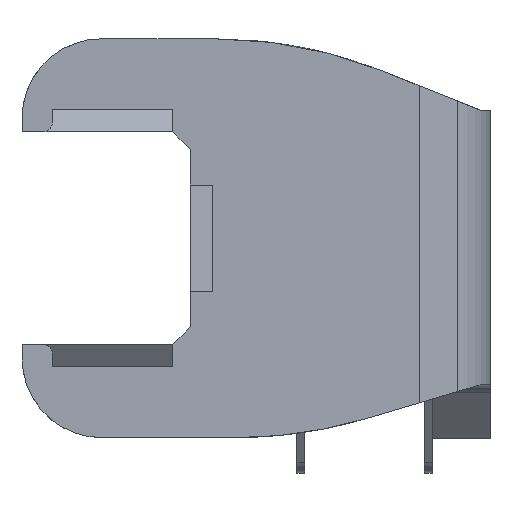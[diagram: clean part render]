
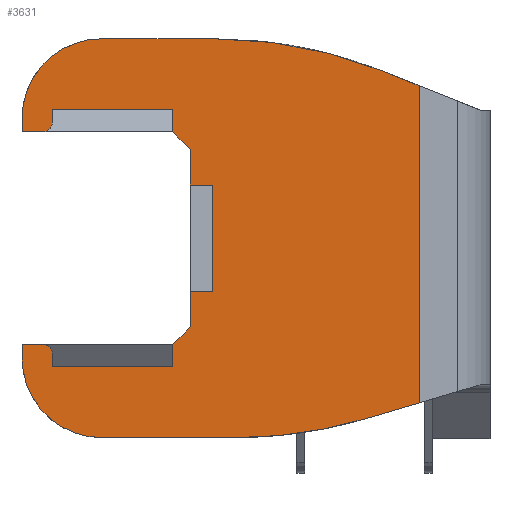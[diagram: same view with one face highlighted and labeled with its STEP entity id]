
A CAD part, front view. The second image highlights one B-rep face of the part: STEP entity #3631.
In plain terms, the highlighted planar face has unit normal (0, -1, 0).
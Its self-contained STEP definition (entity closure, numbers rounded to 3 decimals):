
#702=CARTESIAN_POINT('',(-11.6,0.,35.5));
#703=DIRECTION('',(0.,-1.,0.));
#704=DIRECTION('',(0.,0.,-1.));
#705=AXIS2_PLACEMENT_3D('',#702,#703,#704);
#707=DIRECTION('',(1.,0.,0.));
#708=VECTOR('',#707,2.4);
#709=CARTESIAN_POINT('',(-14.,0.,34.5));
#710=LINE('',#709,#708);
#711=DIRECTION('',(0.,0.,-1.));
#712=VECTOR('',#711,1.5);
#713=CARTESIAN_POINT('',(-14.,0.,36.));
#714=LINE('',#713,#712);
#715=CARTESIAN_POINT('',(-5.,0.,36.));
#716=DIRECTION('',(0.,-1.,0.));
#717=DIRECTION('',(0.,0.,1.));
#718=AXIS2_PLACEMENT_3D('',#715,#716,#717);
#720=DIRECTION('',(-1.,0.,0.));
#721=VECTOR('',#720,12.687);
#722=CARTESIAN_POINT('',(7.687,0.,45.));
#723=LINE('',#722,#721);
#724=CARTESIAN_POINT('',(7.687,0.,-6.27));
#725=DIRECTION('',(0.,-1.,0.));
#726=DIRECTION('',(0.372,0.,0.928));
#727=AXIS2_PLACEMENT_3D('',#724,#725,#726);
#729=DIRECTION('',(-0.928,0.,0.372));
#730=VECTOR('',#729,4.368);
#731=CARTESIAN_POINT('',(30.8,0.,39.703));
#732=LINE('',#731,#730);
#733=DIRECTION('',(0.,0.,1.));
#734=VECTOR('',#733,35.779);
#735=CARTESIAN_POINT('',(30.8,0.,3.924));
#736=LINE('',#735,#734);
#737=DIRECTION('',(0.959,0.,0.284));
#738=VECTOR('',#737,6.357);
#739=CARTESIAN_POINT('',(24.706,0.,2.116));
#740=LINE('',#739,#738);
#741=CARTESIAN_POINT('',(10.127,0.,51.27));
#742=DIRECTION('',(0.,-1.,0.));
#743=DIRECTION('',(0.,0.,-1.));
#744=AXIS2_PLACEMENT_3D('',#741,#742,#743);
#746=DIRECTION('',(1.,0.,0.));
#747=VECTOR('',#746,15.127);
#748=CARTESIAN_POINT('',(-5.,0.,0.));
#749=LINE('',#748,#747);
#750=CARTESIAN_POINT('',(-5.,0.,9.));
#751=DIRECTION('',(0.,-1.,0.));
#752=DIRECTION('',(-1.,0.,0.));
#753=AXIS2_PLACEMENT_3D('',#750,#751,#752);
#755=DIRECTION('',(0.,0.,-1.));
#756=VECTOR('',#755,1.5);
#757=CARTESIAN_POINT('',(-14.,0.,10.5));
#758=LINE('',#757,#756);
#759=DIRECTION('',(-1.,0.,0.));
#760=VECTOR('',#759,2.4);
#761=CARTESIAN_POINT('',(-11.6,0.,10.5));
#762=LINE('',#761,#760);
#763=CARTESIAN_POINT('',(-11.6,0.,9.5));
#764=DIRECTION('',(0.,-1.,0.));
#765=DIRECTION('',(1.,0.,0.));
#766=AXIS2_PLACEMENT_3D('',#763,#764,#765);
#768=DIRECTION('',(0.,0.,-1.));
#769=VECTOR('',#768,1.5);
#770=CARTESIAN_POINT('',(-10.6,0.,9.5));
#771=LINE('',#770,#769);
#772=DIRECTION('',(1.,0.,0.));
#773=VECTOR('',#772,13.6);
#774=CARTESIAN_POINT('',(-10.6,0.,8.));
#775=LINE('',#774,#773);
#776=DIRECTION('',(0.,0.,1.));
#777=VECTOR('',#776,2.5);
#778=CARTESIAN_POINT('',(3.,0.,8.));
#779=LINE('',#778,#777);
#780=DIRECTION('',(0.,0.,-1.));
#781=VECTOR('',#780,4.);
#782=CARTESIAN_POINT('',(5.,0.,16.5));
#783=LINE('',#782,#781);
#784=DIRECTION('',(1.,0.,0.));
#785=VECTOR('',#784,2.5);
#786=CARTESIAN_POINT('',(5.,0.,16.5));
#787=LINE('',#786,#785);
#788=DIRECTION('',(0.,0.,1.));
#789=VECTOR('',#788,12.);
#790=CARTESIAN_POINT('',(7.5,0.,16.5));
#791=LINE('',#790,#789);
#792=DIRECTION('',(-1.,0.,0.));
#793=VECTOR('',#792,2.5);
#794=CARTESIAN_POINT('',(7.5,0.,28.5));
#795=LINE('',#794,#793);
#796=DIRECTION('',(0.,0.,-1.));
#797=VECTOR('',#796,4.);
#798=CARTESIAN_POINT('',(5.,0.,32.5));
#799=LINE('',#798,#797);
#800=DIRECTION('',(0.,0.,1.));
#801=VECTOR('',#800,2.5);
#802=CARTESIAN_POINT('',(3.,0.,34.5));
#803=LINE('',#802,#801);
#804=DIRECTION('',(-1.,0.,0.));
#805=VECTOR('',#804,13.6);
#806=CARTESIAN_POINT('',(3.,0.,37.));
#807=LINE('',#806,#805);
#808=DIRECTION('',(0.,0.,-1.));
#809=VECTOR('',#808,1.5);
#810=CARTESIAN_POINT('',(-10.6,0.,37.));
#811=LINE('',#810,#809);
#828=DIRECTION('',(0.707,0.,-0.707));
#829=VECTOR('',#828,2.828);
#830=CARTESIAN_POINT('',(3.,0.,34.5));
#831=LINE('',#830,#829);
#1609=DIRECTION('',(-0.707,0.,-0.707));
#1610=VECTOR('',#1609,2.828);
#1611=CARTESIAN_POINT('',(5.,0.,12.5));
#1612=LINE('',#1611,#1610);
#2050=CARTESIAN_POINT('',(-14.,0.,36.));
#2051=CARTESIAN_POINT('',(-14.,0.,34.5));
#2052=VERTEX_POINT('',#2050);
#2053=VERTEX_POINT('',#2051);
#2054=CARTESIAN_POINT('',(30.8,0.,3.924));
#2055=CARTESIAN_POINT('',(30.8,0.,39.703));
#2056=VERTEX_POINT('',#2054);
#2057=VERTEX_POINT('',#2055);
#2058=CARTESIAN_POINT('',(-5.,0.,45.));
#2059=VERTEX_POINT('',#2058);
#2060=CARTESIAN_POINT('',(-14.,0.,9.));
#2061=CARTESIAN_POINT('',(-5.,0.,0.));
#2062=VERTEX_POINT('',#2060);
#2063=VERTEX_POINT('',#2061);
#2064=CARTESIAN_POINT('',(-14.,0.,10.5));
#2065=VERTEX_POINT('',#2064);
#2213=CARTESIAN_POINT('',(5.,0.,12.5));
#2214=VERTEX_POINT('',#2213);
#2215=CARTESIAN_POINT('',(5.,0.,32.5));
#2216=VERTEX_POINT('',#2215);
#2221=CARTESIAN_POINT('',(5.,0.,16.5));
#2222=CARTESIAN_POINT('',(7.5,0.,16.5));
#2223=VERTEX_POINT('',#2221);
#2224=VERTEX_POINT('',#2222);
#2225=CARTESIAN_POINT('',(7.5,0.,28.5));
#2226=VERTEX_POINT('',#2225);
#2227=CARTESIAN_POINT('',(5.,0.,28.5));
#2228=VERTEX_POINT('',#2227);
#2229=CARTESIAN_POINT('',(3.,0.,34.5));
#2230=CARTESIAN_POINT('',(3.,0.,37.));
#2231=VERTEX_POINT('',#2229);
#2232=VERTEX_POINT('',#2230);
#2233=CARTESIAN_POINT('',(-10.6,0.,37.));
#2234=VERTEX_POINT('',#2233);
#2235=CARTESIAN_POINT('',(-10.6,0.,8.));
#2236=CARTESIAN_POINT('',(3.,0.,8.));
#2237=VERTEX_POINT('',#2235);
#2238=VERTEX_POINT('',#2236);
#2239=CARTESIAN_POINT('',(3.,0.,10.5));
#2240=VERTEX_POINT('',#2239);
#2253=CARTESIAN_POINT('',(-11.6,0.,34.5));
#2254=CARTESIAN_POINT('',(-10.6,0.,35.5));
#2255=VERTEX_POINT('',#2253);
#2256=VERTEX_POINT('',#2254);
#2261=CARTESIAN_POINT('',(-11.6,0.,10.5));
#2263=VERTEX_POINT('',#2261);
#2267=CARTESIAN_POINT('',(-10.6,0.,9.5));
#2268=VERTEX_POINT('',#2267);
#2375=CARTESIAN_POINT('',(10.127,0.,0.));
#2376=CARTESIAN_POINT('',(24.706,0.,2.116));
#2377=VERTEX_POINT('',#2375);
#2378=VERTEX_POINT('',#2376);
#2379=CARTESIAN_POINT('',(7.687,0.,45.));
#2380=VERTEX_POINT('',#2379);
#2391=CARTESIAN_POINT('',(26.745,0.,41.327));
#2392=VERTEX_POINT('',#2391);
#3574=CARTESIAN_POINT('',(0.,0.,0.));
#3575=DIRECTION('',(0.,-1.,0.));
#3576=DIRECTION('',(1.,0.,0.));
#3577=AXIS2_PLACEMENT_3D('',#3574,#3575,#3576);
#3578=PLANE('',#3577);
#3580=ORIENTED_EDGE('',*,*,#3579,.F.);
#3582=ORIENTED_EDGE('',*,*,#3581,.F.);
#3584=ORIENTED_EDGE('',*,*,#3583,.F.);
#3585=ORIENTED_EDGE('',*,*,#3554,.F.);
#3586=ORIENTED_EDGE('',*,*,#3568,.F.);
#3587=ORIENTED_EDGE('',*,*,#3324,.F.);
#3588=ORIENTED_EDGE('',*,*,#3345,.F.);
#3590=ORIENTED_EDGE('',*,*,#3589,.F.);
#3591=ORIENTED_EDGE('',*,*,#3379,.F.);
#3592=ORIENTED_EDGE('',*,*,#3402,.F.);
#3594=ORIENTED_EDGE('',*,*,#3593,.F.);
#3596=ORIENTED_EDGE('',*,*,#3595,.F.);
#3598=ORIENTED_EDGE('',*,*,#3597,.F.);
#3600=ORIENTED_EDGE('',*,*,#3599,.F.);
#3602=ORIENTED_EDGE('',*,*,#3601,.F.);
#3604=ORIENTED_EDGE('',*,*,#3603,.T.);
#3606=ORIENTED_EDGE('',*,*,#3605,.T.);
#3608=ORIENTED_EDGE('',*,*,#3607,.T.);
#3610=ORIENTED_EDGE('',*,*,#3609,.F.);
#3612=ORIENTED_EDGE('',*,*,#3611,.F.);
#3614=ORIENTED_EDGE('',*,*,#3613,.T.);
#3616=ORIENTED_EDGE('',*,*,#3615,.T.);
#3618=ORIENTED_EDGE('',*,*,#3617,.T.);
#3620=ORIENTED_EDGE('',*,*,#3619,.F.);
#3622=ORIENTED_EDGE('',*,*,#3621,.F.);
#3624=ORIENTED_EDGE('',*,*,#3623,.T.);
#3626=ORIENTED_EDGE('',*,*,#3625,.T.);
#3628=ORIENTED_EDGE('',*,*,#3627,.T.);
#3629=EDGE_LOOP('',(#3580,#3582,#3584,#3585,#3586,#3587,#3588,#3590,#3591,#3592,
#3594,#3596,#3598,#3600,#3602,#3604,#3606,#3608,#3610,#3612,#3614,#3616,#3618,
#3620,#3622,#3624,#3626,#3628));
#3630=FACE_OUTER_BOUND('',#3629,.F.);
#3631=ADVANCED_FACE('',(#3630),#3578,.T.);
#706=CIRCLE('',#705,1.);
#719=CIRCLE('',#718,9.);
#728=CIRCLE('',#727,51.27);
#745=CIRCLE('',#744,51.27);
#754=CIRCLE('',#753,9.);
#767=CIRCLE('',#766,1.);
#3324=EDGE_CURVE('',#2392,#2380,#728,.T.);
#3345=EDGE_CURVE('',#2057,#2392,#732,.T.);
#3379=EDGE_CURVE('',#2378,#2056,#740,.T.);
#3402=EDGE_CURVE('',#2377,#2378,#745,.T.);
#3554=EDGE_CURVE('',#2059,#2052,#719,.T.);
#3568=EDGE_CURVE('',#2380,#2059,#723,.T.);
#3579=EDGE_CURVE('',#2255,#2256,#706,.T.);
#3581=EDGE_CURVE('',#2053,#2255,#710,.T.);
#3583=EDGE_CURVE('',#2052,#2053,#714,.T.);
#3589=EDGE_CURVE('',#2056,#2057,#736,.T.);
#3593=EDGE_CURVE('',#2063,#2377,#749,.T.);
#3595=EDGE_CURVE('',#2062,#2063,#754,.T.);
#3597=EDGE_CURVE('',#2065,#2062,#758,.T.);
#3599=EDGE_CURVE('',#2263,#2065,#762,.T.);
#3601=EDGE_CURVE('',#2268,#2263,#767,.T.);
#3603=EDGE_CURVE('',#2268,#2237,#771,.T.);
#3605=EDGE_CURVE('',#2237,#2238,#775,.T.);
#3607=EDGE_CURVE('',#2238,#2240,#779,.T.);
#3609=EDGE_CURVE('',#2214,#2240,#1612,.T.);
#3611=EDGE_CURVE('',#2223,#2214,#783,.T.);
#3613=EDGE_CURVE('',#2223,#2224,#787,.T.);
#3615=EDGE_CURVE('',#2224,#2226,#791,.T.);
#3617=EDGE_CURVE('',#2226,#2228,#795,.T.);
#3619=EDGE_CURVE('',#2216,#2228,#799,.T.);
#3621=EDGE_CURVE('',#2231,#2216,#831,.T.);
#3623=EDGE_CURVE('',#2231,#2232,#803,.T.);
#3625=EDGE_CURVE('',#2232,#2234,#807,.T.);
#3627=EDGE_CURVE('',#2234,#2256,#811,.T.);
